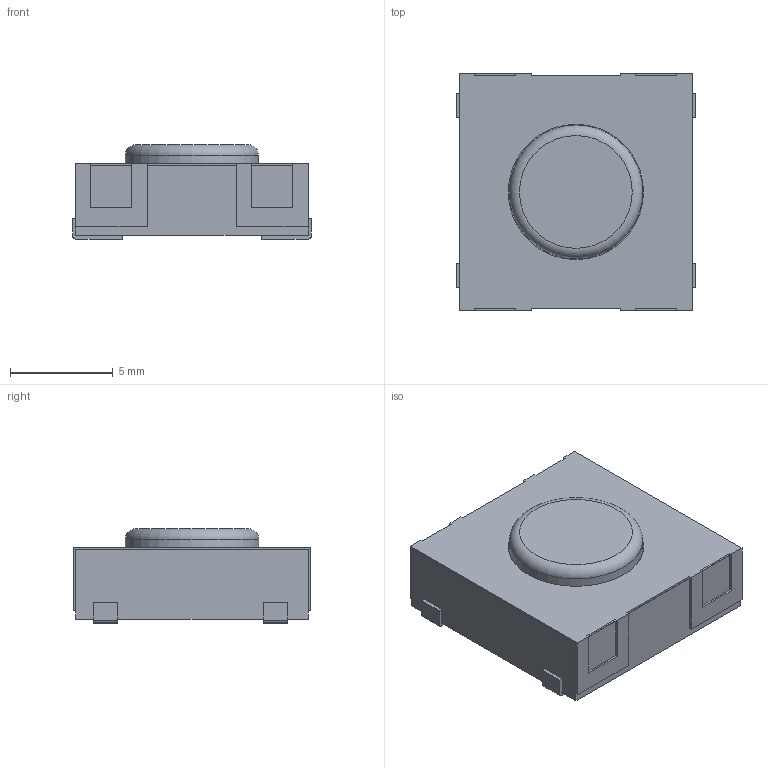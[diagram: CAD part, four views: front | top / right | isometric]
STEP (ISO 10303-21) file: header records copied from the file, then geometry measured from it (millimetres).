
FILE_DESCRIPTION(/* description */ (''),/* implementation_level */ '2;1');
FILE_NAME(/* name */ 'tactil_btn v5.step',/* time_stamp */ '2019-06-06T17:41:17+02:00',/* author */ (''),/* organization */ (''),/* preprocessor_version */ 'ST-DEVELOPER v18',/* originating_system */ 'Autodesk Translation Framework v8.2.0.1029',/* authorisation */ '');
FILE_SCHEMA (('AUTOMOTIVE_DESIGN { 1 0 10303 214 3 1 1 }'));
Length unit declared in the file: millimetre
Products named in the file (2): tactil_btn; pads
Assembly tree (1 placements, depth 2):
  tactil_btn
    pads
Bounding box: 11.64 x 11.55 x 4.6 mm (x, y, z)
Volume: 493.9 mm3; surface area: 734.7 mm2
Topology: 6 solids, 6 shells, 78 faces, 202 edges, 131 vertices
Faces by surface type: plane 71, cylinder 6, torus 1
Full cylindrical faces by diameter (mm): 6.5 x1, 6.6 x1
Entity records: 2434 total; most frequent: CARTESIAN_POINT 415, ORIENTED_EDGE 404, DIRECTION 382, EDGE_CURVE 202, LINE 186, VECTOR 186, VERTEX_POINT 131, AXIS2_PLACEMENT_3D 98
